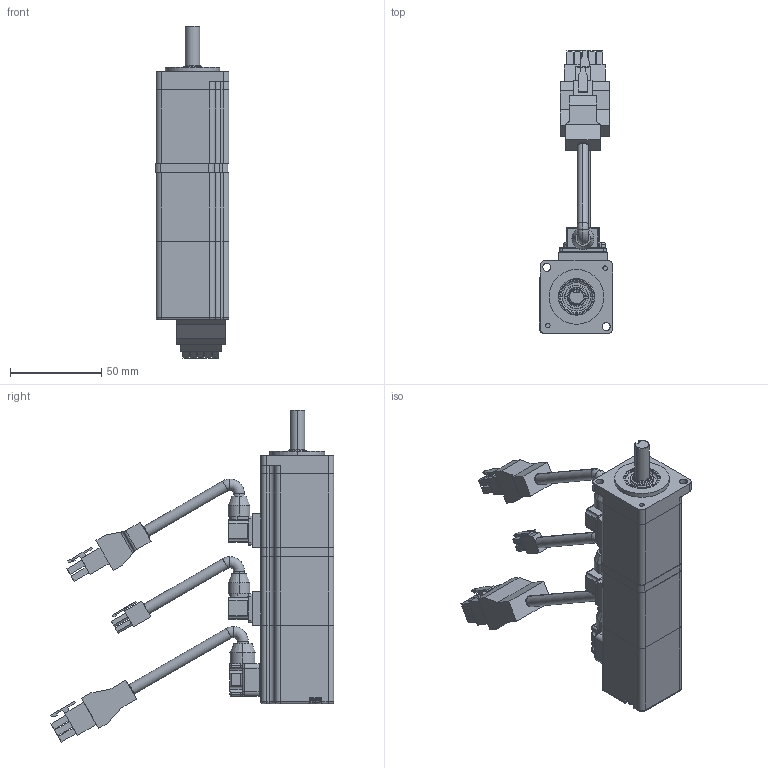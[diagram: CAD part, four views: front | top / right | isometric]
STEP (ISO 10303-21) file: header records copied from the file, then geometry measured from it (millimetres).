
FILE_DESCRIPTION (( 'STEP AP214' ), '1' );
FILE_NAME ('40SFM-E00330Z.STEP', '2022-02-09T07:40:49', ( '' ), ( '' ), 'SwSTEP 2.0', 'SolidWorks 2020', '' );
FILE_SCHEMA (( 'AUTOMOTIVE_DESIGN' ));
Length unit declared in the file: millimetre
Products named in the file (15): 諉盄傷赽2R; 晤鎢ん堤盄; 萇儂堤盄芛; M3-92蹟邡; 40-粣; 40-綴欶; 蚐猾; 惕掅菁釱; 40-ヶ傷裔; 40SFM-E00330Z; 40-綴傷裔; 萇儂堤盄; 晤鎢ん堤盄芛; 40-隅赽; 40-价陬欶
Assembly tree (16 placements, depth 2):
  40SFM-E00330Z
    40-ヶ傷裔
    40-隅赽
    40-粣
    40-綴欶
    M3-92蹟邡  x2
    晤鎢ん堤盄
    晤鎢ん堤盄芛
    萇儂堤盄  x2
    萇儂堤盄芛
    蚐猾
    40-价陬欶
    惕掅菁釱
    40-綴傷裔
    諉盄傷赽2R
Bounding box: 40.59 x 155.58 x 182.15 mm (x, y, z)
Volume: 209847 mm3; surface area: 71564.7 mm2
Topology: 16 solids, 16 shells, 915 faces, 2213 edges, 1377 vertices
Faces by surface type: plane 425, cylinder 351, torus 94, bspline 28, cone 13, sphere 4
Entity records: 24337 total; most frequent: CARTESIAN_POINT 4541, DIRECTION 4069, ORIENTED_EDGE 3788, EDGE_CURVE 1894, AXIS2_PLACEMENT_3D 1469, VERTEX_POINT 1193, LINE 1131, VECTOR 1131
